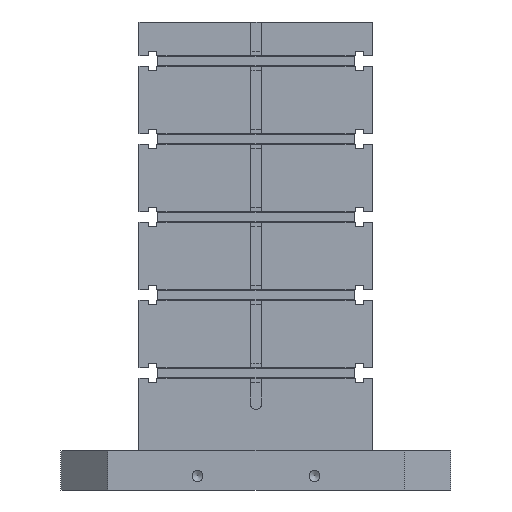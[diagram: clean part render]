
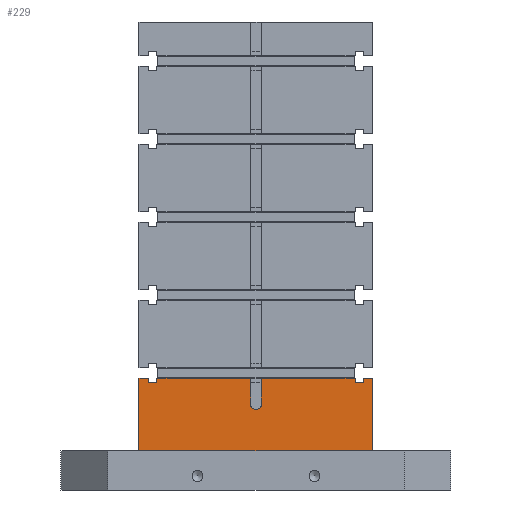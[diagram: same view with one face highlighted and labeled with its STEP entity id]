
A CAD part, front view. The second image highlights one B-rep face of the part: STEP entity #229.
In plain terms, the highlighted planar face has unit normal (0, -1, 0).
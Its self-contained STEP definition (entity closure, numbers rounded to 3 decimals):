
#229 = ADVANCED_FACE( '', ( #1301 ), #1302, .F. );
#1301 = FACE_OUTER_BOUND( '', #4337, .T. );
#1302 = PLANE( '', #4338 );
#4337 = EDGE_LOOP( '', ( #7591, #7592, #7593, #7594, #7595, #7596, #7597, #7598, #7599, #7600, #7601, #7602, #7603, #7604, #7605, #7606 ) );
#4338 = AXIS2_PLACEMENT_3D( '', #7607, #7608, #7609 );
#7591 = ORIENTED_EDGE( '', *, *, #14414, .T. );
#7592 = ORIENTED_EDGE( '', *, *, #14415, .T. );
#7593 = ORIENTED_EDGE( '', *, *, #14416, .T. );
#7594 = ORIENTED_EDGE( '', *, *, #14417, .T. );
#7595 = ORIENTED_EDGE( '', *, *, #14418, .T. );
#7596 = ORIENTED_EDGE( '', *, *, #14419, .T. );
#7597 = ORIENTED_EDGE( '', *, *, #14420, .T. );
#7598 = ORIENTED_EDGE( '', *, *, #14421, .T. );
#7599 = ORIENTED_EDGE( '', *, *, #14422, .T. );
#7600 = ORIENTED_EDGE( '', *, *, #14423, .F. );
#7601 = ORIENTED_EDGE( '', *, *, #14401, .F. );
#7602 = ORIENTED_EDGE( '', *, *, #14424, .T. );
#7603 = ORIENTED_EDGE( '', *, *, #14425, .F. );
#7604 = ORIENTED_EDGE( '', *, *, #14426, .F. );
#7605 = ORIENTED_EDGE( '', *, *, #14427, .F. );
#7606 = ORIENTED_EDGE( '', *, *, #14428, .T. );
#7607 = CARTESIAN_POINT( '', ( -150., -150., 600. ) );
#7608 = DIRECTION( '', ( 0., 1., 0. ) );
#7609 = DIRECTION( '', ( -1., 0., 0. ) );
#14401 = EDGE_CURVE( '', #17274, #17276, #17277, .T. );
#14414 = EDGE_CURVE( '', #17298, #17299, #17300, .T. );
#14415 = EDGE_CURVE( '', #17299, #17301, #17302, .T. );
#14416 = EDGE_CURVE( '', #17301, #17303, #17304, .T. );
#14417 = EDGE_CURVE( '', #17303, #17305, #17306, .T. );
#14418 = EDGE_CURVE( '', #17305, #17307, #17308, .T. );
#14419 = EDGE_CURVE( '', #17307, #17309, #17310, .T. );
#14420 = EDGE_CURVE( '', #17309, #17311, #17312, .T. );
#14421 = EDGE_CURVE( '', #17311, #17313, #17314, .T. );
#14422 = EDGE_CURVE( '', #17313, #17315, #17316, .T. );
#14423 = EDGE_CURVE( '', #17276, #17315, #17317, .T. );
#14424 = EDGE_CURVE( '', #17274, #17318, #17319, .T. );
#14425 = EDGE_CURVE( '', #17320, #17318, #17321, .T. );
#14426 = EDGE_CURVE( '', #17322, #17320, #17323, .T. );
#14427 = EDGE_CURVE( '', #17324, #17322, #17325, .T. );
#14428 = EDGE_CURVE( '', #17324, #17298, #17326, .T. );
#17274 = VERTEX_POINT( '', #21847 );
#17276 = VERTEX_POINT( '', #21850 );
#17277 = LINE( '', #21851, #21852 );
#17298 = VERTEX_POINT( '', #21885 );
#17299 = VERTEX_POINT( '', #21886 );
#17300 = LINE( '', #21887, #21888 );
#17301 = VERTEX_POINT( '', #21889 );
#17302 = CIRCLE( '', #21890, 7. );
#17303 = VERTEX_POINT( '', #21891 );
#17304 = LINE( '', #21892, #21893 );
#17305 = VERTEX_POINT( '', #21894 );
#17306 = LINE( '', #21895, #21896 );
#17307 = VERTEX_POINT( '', #21897 );
#17308 = LINE( '', #21898, #21899 );
#17309 = VERTEX_POINT( '', #21900 );
#17310 = LINE( '', #21901, #21902 );
#17311 = VERTEX_POINT( '', #21903 );
#17312 = LINE( '', #21904, #21905 );
#17313 = VERTEX_POINT( '', #21906 );
#17314 = LINE( '', #21907, #21908 );
#17315 = VERTEX_POINT( '', #21909 );
#17316 = LINE( '', #21910, #21911 );
#17317 = LINE( '', #21912, #21913 );
#17318 = VERTEX_POINT( '', #21914 );
#17319 = LINE( '', #21915, #21916 );
#17320 = VERTEX_POINT( '', #21917 );
#17321 = LINE( '', #21918, #21919 );
#17322 = VERTEX_POINT( '', #21920 );
#17323 = LINE( '', #21921, #21922 );
#17324 = VERTEX_POINT( '', #21923 );
#17325 = LINE( '', #21924, #21925 );
#17326 = LINE( '', #21926, #21927 );
#21847 = CARTESIAN_POINT( '', ( 150., -150., 143. ) );
#21850 = CARTESIAN_POINT( '', ( 150., -150., 50. ) );
#21851 = CARTESIAN_POINT( '', ( 150., -150., 600. ) );
#21852 = VECTOR( '', #27569, 1000. );
#21885 = CARTESIAN_POINT( '', ( 7., -150., 143. ) );
#21886 = CARTESIAN_POINT( '', ( 7., -150., 110. ) );
#21887 = CARTESIAN_POINT( '', ( 7., -150., 600. ) );
#21888 = VECTOR( '', #27582, 1000. );
#21889 = CARTESIAN_POINT( '', ( -7., -150., 110. ) );
#21890 = AXIS2_PLACEMENT_3D( '', #27583, #27584, #27585 );
#21891 = CARTESIAN_POINT( '', ( -7., -150., 143. ) );
#21892 = CARTESIAN_POINT( '', ( -7., -150., 110. ) );
#21893 = VECTOR( '', #27586, 1000. );
#21894 = CARTESIAN_POINT( '', ( -127., -150., 143. ) );
#21895 = CARTESIAN_POINT( '', ( 150., -150., 143. ) );
#21896 = VECTOR( '', #27587, 1000. );
#21897 = CARTESIAN_POINT( '', ( -127., -150., 137.5 ) );
#21898 = CARTESIAN_POINT( '', ( -127., -150., 143. ) );
#21899 = VECTOR( '', #27588, 1000. );
#21900 = CARTESIAN_POINT( '', ( -138., -150., 137.5 ) );
#21901 = CARTESIAN_POINT( '', ( -127., -150., 137.5 ) );
#21902 = VECTOR( '', #27589, 1000. );
#21903 = CARTESIAN_POINT( '', ( -138., -150., 143. ) );
#21904 = CARTESIAN_POINT( '', ( -138., -150., 137.5 ) );
#21905 = VECTOR( '', #27590, 1000. );
#21906 = CARTESIAN_POINT( '', ( -150., -150., 143. ) );
#21907 = CARTESIAN_POINT( '', ( 150., -150., 143. ) );
#21908 = VECTOR( '', #27591, 1000. );
#21909 = CARTESIAN_POINT( '', ( -150., -150., 50. ) );
#21910 = CARTESIAN_POINT( '', ( -150., -150., 600. ) );
#21911 = VECTOR( '', #27592, 1000. );
#21912 = CARTESIAN_POINT( '', ( -250., -150., 50. ) );
#21913 = VECTOR( '', #27593, 1000. );
#21914 = CARTESIAN_POINT( '', ( 138., -150., 143. ) );
#21915 = CARTESIAN_POINT( '', ( 150., -150., 143. ) );
#21916 = VECTOR( '', #27594, 1000. );
#21917 = CARTESIAN_POINT( '', ( 138., -150., 137.5 ) );
#21918 = CARTESIAN_POINT( '', ( 138., -150., 137.5 ) );
#21919 = VECTOR( '', #27595, 1000. );
#21920 = CARTESIAN_POINT( '', ( 127., -150., 137.5 ) );
#21921 = CARTESIAN_POINT( '', ( 127., -150., 137.5 ) );
#21922 = VECTOR( '', #27596, 1000. );
#21923 = CARTESIAN_POINT( '', ( 127., -150., 143. ) );
#21924 = CARTESIAN_POINT( '', ( 127., -150., 143. ) );
#21925 = VECTOR( '', #27597, 1000. );
#21926 = CARTESIAN_POINT( '', ( 150., -150., 143. ) );
#21927 = VECTOR( '', #27598, 1000. );
#27569 = DIRECTION( '', ( 0., 0., -1. ) );
#27582 = DIRECTION( '', ( 0., 0., -1. ) );
#27583 = CARTESIAN_POINT( '', ( 0., -150., 110. ) );
#27584 = DIRECTION( '', ( 0., 1., 0. ) );
#27585 = DIRECTION( '', ( 1., 0., 0. ) );
#27586 = DIRECTION( '', ( 0., 0., 1. ) );
#27587 = DIRECTION( '', ( -1., 0., 0. ) );
#27588 = DIRECTION( '', ( 0., 0., -1. ) );
#27589 = DIRECTION( '', ( -1., 0., 0. ) );
#27590 = DIRECTION( '', ( 0., 0., 1. ) );
#27591 = DIRECTION( '', ( -1., 0., 0. ) );
#27592 = DIRECTION( '', ( 0., 0., -1. ) );
#27593 = DIRECTION( '', ( -1., 0., 0. ) );
#27594 = DIRECTION( '', ( -1., 0., 0. ) );
#27595 = DIRECTION( '', ( 0., 0., 1. ) );
#27596 = DIRECTION( '', ( 1., 0., 0. ) );
#27597 = DIRECTION( '', ( 0., 0., -1. ) );
#27598 = DIRECTION( '', ( -1., 0., 0. ) );
